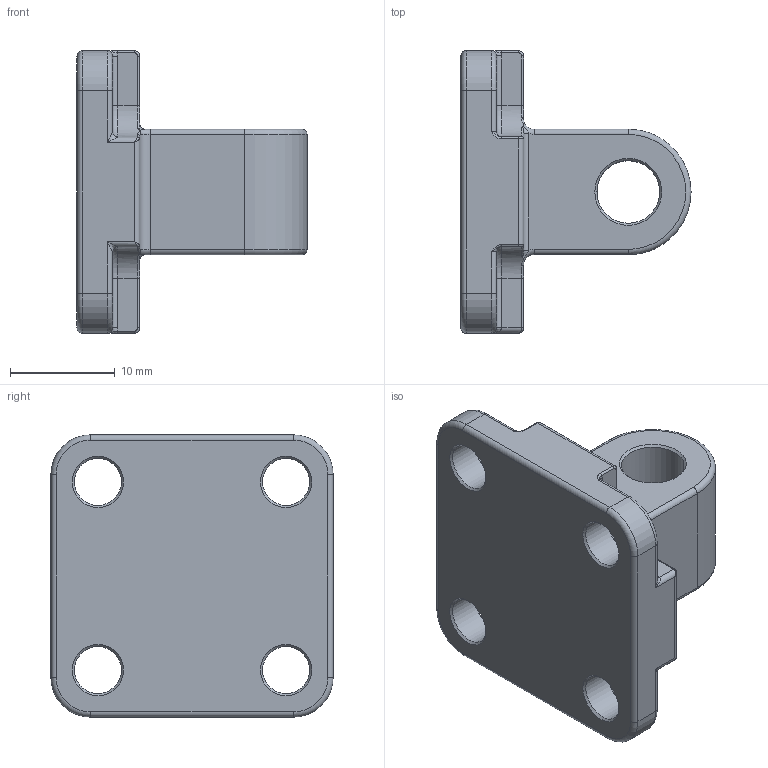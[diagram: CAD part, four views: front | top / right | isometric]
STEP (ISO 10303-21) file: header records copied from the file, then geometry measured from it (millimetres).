
FILE_DESCRIPTION((''),'2;1');
FILE_NAME('CMI016.stp','2014-12-18T14:51:22',('carlo.corazza'),(''),'Autodesk Inventor 2012','Autodesk Inventor 2012','');
FILE_SCHEMA(('AUTOMOTIVE_DESIGN { 1 0 10303 214 1 1 1 1 }'));
Length unit declared in the file: millimetre
Products named in the file (1): CMI016
Bounding box: 22 x 27 x 27 mm (x, y, z)
Volume: 5197.7 mm3; surface area: 2843.5 mm2
Topology: 1 solids, 1 shells, 157 faces, 371 edges, 206 vertices
Faces by surface type: cylinder 62, torus 38, plane 25, bspline 22, cone 10
Full cylindrical faces by diameter (mm): 4.5 x4, 6 x1
Entity records: 5161 total; most frequent: CARTESIAN_POINT 1675, DIRECTION 754, ORIENTED_EDGE 692, EDGE_CURVE 346, AXIS2_PLACEMENT_3D 320, VERTEX_POINT 206, EDGE_LOOP 182, CIRCLE 176
